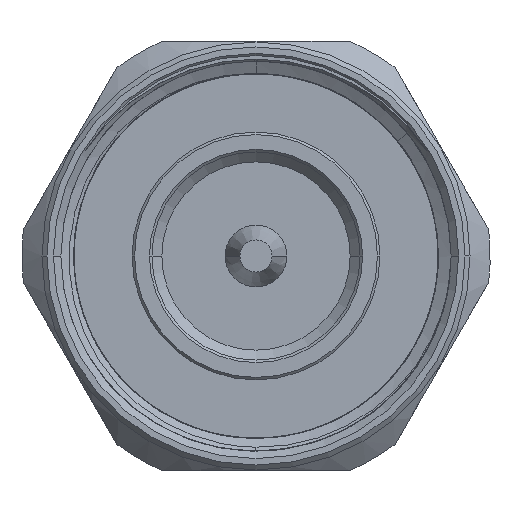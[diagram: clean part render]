
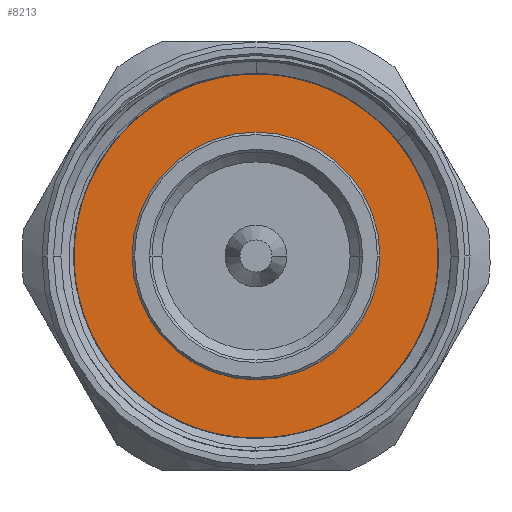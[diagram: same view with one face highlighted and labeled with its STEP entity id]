
A CAD part, left-side view. The second image highlights one B-rep face of the part: STEP entity #8213.
In plain terms, the highlighted planar face has unit normal (-1, 0, 0).
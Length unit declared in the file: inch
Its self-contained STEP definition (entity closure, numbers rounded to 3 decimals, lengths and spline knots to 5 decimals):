
#77 = AXIS2_PLACEMENT_3D ( 'NONE', #8567, #3395, #6401 ) ;
#203 = DIRECTION ( 'NONE',  ( 0., -1., 0. ) ) ;
#359 = DIRECTION ( 'NONE',  ( 0., -1., 0. ) ) ;
#364 = ORIENTED_EDGE ( 'NONE', *, *, #5160, .T. ) ;
#576 = CARTESIAN_POINT ( 'NONE',  ( 0.3317, 0.17602, -0.33744 ) ) ;
#716 = CARTESIAN_POINT ( 'NONE',  ( 0.3317, 0.24999, 0. ) ) ;
#1123 = EDGE_CURVE ( 'NONE', #1392, #3211, #2389, .T. ) ;
#1133 = EDGE_CURVE ( 'NONE', #2875, #4076, #1988, .T. ) ;
#1145 = CARTESIAN_POINT ( 'NONE',  ( 0.3317, -0.3937, 0. ) ) ;
#1219 = CARTESIAN_POINT ( 'NONE',  ( 0.3317, -0.21342, -0.32895 ) ) ;
#1264 = CARTESIAN_POINT ( 'NONE',  ( 0.3317, 0.07264, -0.37827 ) ) ;
#1314 = CARTESIAN_POINT ( 'NONE',  ( 0.3317, -0.14696, -0.36127 ) ) ;
#1392 = VERTEX_POINT ( 'NONE', #716 ) ;
#1432 = EDGE_CURVE ( 'NONE', #3211, #1392, #9123, .T. ) ;
#1756 = CARTESIAN_POINT ( 'NONE',  ( 0.3317, 0.36797, -0.03733 ) ) ;
#1867 = CARTESIAN_POINT ( 'NONE',  ( 0.3317, 0., 0. ) ) ;
#1888 = CARTESIAN_POINT ( 'NONE',  ( 0.3317, 0.36833, 0. ) ) ;
#1988 = B_SPLINE_CURVE_WITH_KNOTS ( 'NONE', 3,
 ( #7004, #2617, #1756, #4791, #7800, #2043, #1996, #2704, #5036, #5716, #6507, #6601, #5854, #4375, #8814, #576, #7245, #8035, #1264, #3593, #4279, #5085, #6558, #9612, #8678, #2843, #5768, #1314, #8864, #7991, #1219, #9569, #2660, #5137 ),
 .UNSPECIFIED., .F., .F.,
 ( 4, 2, 2, 2, 2, 2, 2, 2, 2, 2, 2, 2, 2, 2, 2, 2, 4 ),
 ( 0., 0.00142, 0.00284, 0.00426, 0.00568, 0.0071, 0.00853, 0.00995, 0.01137, 0.01421, 0.01492, 0.01563, 0.01705, 0.01847, 0.01989, 0.02131, 0.02273 ),
 .UNSPECIFIED. ) ;
#1996 = CARTESIAN_POINT ( 'NONE',  ( 0.3317, 0.34356, -0.14563 ) ) ;
#2043 = CARTESIAN_POINT ( 'NONE',  ( 0.3317, 0.34982, -0.12826 ) ) ;
#2112 = CIRCLE ( 'NONE', #77, 0.3937 ) ;
#2385 = VERTEX_POINT ( 'NONE', #1145 ) ;
#2389 = CIRCLE ( 'NONE', #7918, 0.24999 ) ;
#2617 = CARTESIAN_POINT ( 'NONE',  ( 0.3317, 0.36886, -0.01871 ) ) ;
#2660 = CARTESIAN_POINT ( 'NONE',  ( 0.3317, -0.259, -0.29645 ) ) ;
#2704 = CARTESIAN_POINT ( 'NONE',  ( 0.3317, 0.32839, -0.17951 ) ) ;
#2843 = CARTESIAN_POINT ( 'NONE',  ( 0.3317, -0.09337, -0.37703 ) ) ;
#2875 = VERTEX_POINT ( 'NONE', #1888 ) ;
#3157 = ORIENTED_EDGE ( 'NONE', *, *, #4345, .T. ) ;
#3211 = VERTEX_POINT ( 'NONE', #9045 ) ;
#3395 = DIRECTION ( 'NONE',  ( -1., 0., 0. ) ) ;
#3434 = FACE_BOUND ( 'NONE', #7951, .T. ) ;
#3593 = CARTESIAN_POINT ( 'NONE',  ( 0.3317, 0.02643, -0.38387 ) ) ;
#3658 = EDGE_CURVE ( 'NONE', #3856, #2875, #7573, .T. ) ;
#3774 = CARTESIAN_POINT ( 'NONE',  ( 0.3317, 0.3937, 0. ) ) ;
#3856 = VERTEX_POINT ( 'NONE', #6398 ) ;
#3983 = DIRECTION ( 'NONE',  ( 0., -1., 0. ) ) ;
#4048 = CARTESIAN_POINT ( 'NONE',  ( 0.3317, 0., 0. ) ) ;
#4076 = VERTEX_POINT ( 'NONE', #7273 ) ;
#4122 = DIRECTION ( 'NONE',  ( -1., 0., 0. ) ) ;
#4279 = CARTESIAN_POINT ( 'NONE',  ( 0.3317, 0.01709, -0.38465 ) ) ;
#4345 = EDGE_CURVE ( 'NONE', #2385, #3856, #7952, .T. ) ;
#4375 = CARTESIAN_POINT ( 'NONE',  ( 0.3317, 0.22225, -0.30698 ) ) ;
#4791 = CARTESIAN_POINT ( 'NONE',  ( 0.3317, 0.36341, -0.07443 ) ) ;
#4894 = AXIS2_PLACEMENT_3D ( 'NONE', #5569, #6899, #3983 ) ;
#4908 = DIRECTION ( 'NONE',  ( -1., 0., 0. ) ) ;
#5036 = CARTESIAN_POINT ( 'NONE',  ( 0.3317, 0.31944, -0.19606 ) ) ;
#5085 = CARTESIAN_POINT ( 'NONE',  ( 0.3317, -0.00149, -0.38553 ) ) ;
#5137 = CARTESIAN_POINT ( 'NONE',  ( 0.3317, -0.27282, -0.28385 ) ) ;
#5160 = EDGE_CURVE ( 'NONE', #4076, #2385, #2112, .T. ) ;
#5482 = DIRECTION ( 'NONE',  ( 1., 0., 0. ) ) ;
#5569 = CARTESIAN_POINT ( 'NONE',  ( 0.3317, 0., 0. ) ) ;
#5716 = CARTESIAN_POINT ( 'NONE',  ( 0.3317, 0.29945, -0.22719 ) ) ;
#5768 = CARTESIAN_POINT ( 'NONE',  ( 0.3317, -0.11165, -0.37259 ) ) ;
#5811 = ORIENTED_EDGE ( 'NONE', *, *, #1133, .T. ) ;
#5854 = CARTESIAN_POINT ( 'NONE',  ( 0.3317, 0.25057, -0.28294 ) ) ;
#6139 = DIRECTION ( 'NONE',  ( 0., -1., 0. ) ) ;
#6291 = PLANE ( 'NONE',  #8398 ) ;
#6398 = CARTESIAN_POINT ( 'NONE',  ( 0.3317, 0.3937, 0. ) ) ;
#6401 = DIRECTION ( 'NONE',  ( 0., -1., 0. ) ) ;
#6441 = CARTESIAN_POINT ( 'NONE',  ( 0.3317, 0., 0. ) ) ;
#6456 = VECTOR ( 'NONE', #6139, 39.37008 ) ;
#6507 = CARTESIAN_POINT ( 'NONE',  ( 0.3317, 0.28835, -0.24193 ) ) ;
#6558 = CARTESIAN_POINT ( 'NONE',  ( 0.3317, -0.01075, -0.38563 ) ) ;
#6601 = CARTESIAN_POINT ( 'NONE',  ( 0.3317, 0.26397, -0.26976 ) ) ;
#6899 = DIRECTION ( 'NONE',  ( 1., 0., 0. ) ) ;
#7004 = CARTESIAN_POINT ( 'NONE',  ( 0.3317, 0.36833, 0. ) ) ;
#7245 = CARTESIAN_POINT ( 'NONE',  ( 0.3317, 0.15955, -0.34614 ) ) ;
#7269 = EDGE_LOOP ( 'NONE', ( #9336, #5811, #364, #3157 ) ) ;
#7273 = CARTESIAN_POINT ( 'NONE',  ( 0.3317, -0.27282, -0.28385 ) ) ;
#7356 = ORIENTED_EDGE ( 'NONE', *, *, #1123, .T. ) ;
#7573 = LINE ( 'NONE', #3774, #6456 ) ;
#7800 = CARTESIAN_POINT ( 'NONE',  ( 0.3317, 0.35974, -0.0927 ) ) ;
#7875 = FACE_OUTER_BOUND ( 'NONE', #7269, .T. ) ;
#7918 = AXIS2_PLACEMENT_3D ( 'NONE', #4048, #5482, #8527 ) ;
#7951 = EDGE_LOOP ( 'NONE', ( #8559, #7356 ) ) ;
#7952 = CIRCLE ( 'NONE', #8415, 0.3937 ) ;
#7991 = CARTESIAN_POINT ( 'NONE',  ( 0.3317, -0.19728, -0.33825 ) ) ;
#8035 = CARTESIAN_POINT ( 'NONE',  ( 0.3317, 0.10823, -0.36857 ) ) ;
#8213 = ADVANCED_FACE ( 'NONE', ( #7875, #3434 ), #6291, .T. ) ;
#8398 = AXIS2_PLACEMENT_3D ( 'NONE', #6441, #4122, #359 ) ;
#8415 = AXIS2_PLACEMENT_3D ( 'NONE', #1867, #4908, #203 ) ;
#8527 = DIRECTION ( 'NONE',  ( 0., -1., 0. ) ) ;
#8559 = ORIENTED_EDGE ( 'NONE', *, *, #1432, .T. ) ;
#8567 = CARTESIAN_POINT ( 'NONE',  ( 0.3317, 0., 0. ) ) ;
#8678 = CARTESIAN_POINT ( 'NONE',  ( 0.3317, -0.05683, -0.38319 ) ) ;
#8814 = CARTESIAN_POINT ( 'NONE',  ( 0.3317, 0.20734, -0.31787 ) ) ;
#8864 = CARTESIAN_POINT ( 'NONE',  ( 0.3317, -0.16408, -0.3544 ) ) ;
#9045 = CARTESIAN_POINT ( 'NONE',  ( 0.3317, -0.24999, 0. ) ) ;
#9123 = CIRCLE ( 'NONE', #4894, 0.24999 ) ;
#9336 = ORIENTED_EDGE ( 'NONE', *, *, #3658, .T. ) ;
#9569 = CARTESIAN_POINT ( 'NONE',  ( 0.3317, -0.24435, -0.30799 ) ) ;
#9612 = CARTESIAN_POINT ( 'NONE',  ( 0.3317, -0.03846, -0.38495 ) ) ;
